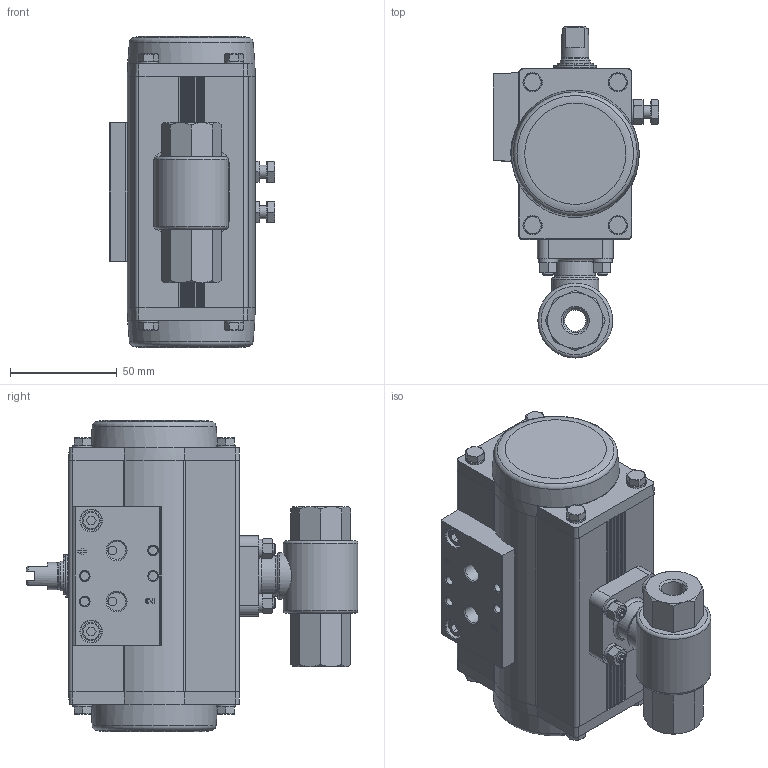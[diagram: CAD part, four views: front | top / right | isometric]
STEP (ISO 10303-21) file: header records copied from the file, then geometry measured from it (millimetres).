
FILE_DESCRIPTION(/* description */ ('STEP AP214'),/* implementation_level */ '2;1');
FILE_NAME(/* name */ '8070242_VZBM-A-1_4-RP-40-D-2-B2-PB20',/* time_stamp */ '2024-09-18T03:17:13+02:00',/* author */ ('License CC BY-ND 4.0'),/* organization */ ('CADENAS'),/* preprocessor_version */ 'ST-DEVELOPER v19.3',/* originating_system */ 'PARTsolutions',/* authorisation */ ' ');
FILE_SCHEMA (('AUTOMOTIVE_DESIGN {1 0 10303 214 3 1 1}'));
Length unit declared in the file: millimetre
Products named in the file (10): 8070242 VZBM-A-1/4-RP-40-D-2-B2-PB20; 4405646 VZBM-1/4-RP-40-D-2-F03-B2B3; 8042185 DFPD-20-90-RS-F03-------(housing); 8042185 DFPD-20(F03_0)---(shaft); 3637777 SCHEIBE 6.2X12X1.5-1.4301; 3637759 DFPD-20; DIN 934 - M6(F); 1128629 NL-5; ISO-4026 M5x25; ISO 4032 - M5(F)
Assembly tree (21 placements, depth 2):
  8070242 VZBM-A-1/4-RP-40-D-2-B2-PB20
    4405646 VZBM-1/4-RP-40-D-2-F03-B2B3
    8042185 DFPD-20-90-RS-F03-------(housing)
    8042185 DFPD-20(F03_0)---(shaft)
    3637777 SCHEIBE 6.2X12X1.5-1.4301  x2
    3637759 DFPD-20  x2
    DIN 934 - M6(F)  x2
    1128629 NL-5  x4
    ISO-4026 M5x25  x4
    ISO 4032 - M5(F)  x4
Bounding box: 77.7 x 155.5 x 145.7 mm (x, y, z)
Volume: 686910.4 mm3; surface area: 89857 mm2
Topology: 21 solids, 21 shells, 919 faces, 2056 edges, 1240 vertices
Faces by surface type: plane 457, cone 258, cylinder 170, torus 32, sphere 2
Full cylindrical faces by diameter (mm): 1.7 x2, 3.242 x1, 4 x2, 4.134 x16, 4.917 x5, 5 x4, 5.4 x4, 5.5 x4, 6 x2, 6.2 x2, 8.5 x2, 8.566 x2, 9 x14, 10 x5, 11.445 x2, 12 x2, 12.6 x1, 12.7 x1, 13 x2, 14 x3, 16.1 x1, 17.3 x2, 19 x1, 20 x2, 22 x4, 22.5 x2, 25 x1, 30 x1, 35 x1
Entity records: 19903 total; most frequent: CARTESIAN_POINT 4144, DIRECTION 3231, ORIENTED_EDGE 2930, EDGE_CURVE 1465, AXIS2_PLACEMENT_3D 1307, VERTEX_POINT 1000, FACE_BOUND 993, EDGE_LOOP 981
